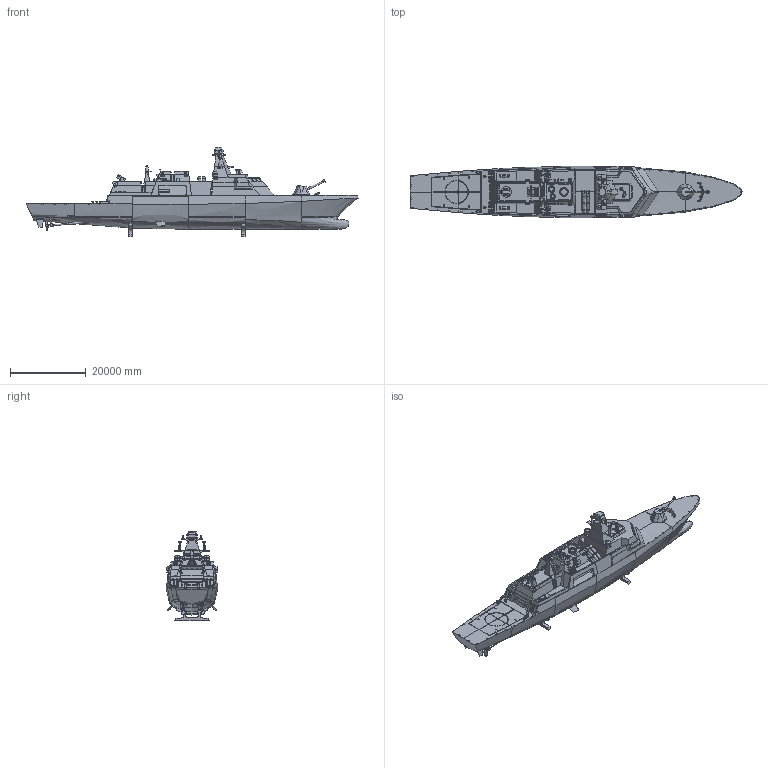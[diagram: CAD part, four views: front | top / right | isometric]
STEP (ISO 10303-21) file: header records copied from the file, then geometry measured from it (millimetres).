
FILE_DESCRIPTION(('FreeCAD Model'),'2;1');
FILE_NAME('Open CASCADE Shape Model','2025-05-03T04:55:33',('FreeCAD'),( 'FreeCAD'),'Open CASCADE STEP processor 7.6','FreeCAD','Unknown');
FILE_SCHEMA(('AUTOMOTIVE_DESIGN { 1 0 10303 214 1 1 1 1 }'));
Products named in the file (1): Open CASCADE STEP translator 7.6 1
Bounding box: 87834.33 x 13692.85 x 23668.34 mm (x, y, z)
Volume: 1462331048270.5 mm3; surface area: 8730165535.1 mm2
Topology: 78 solids, 80 shells, 3813 faces, 9624 edges, 6168 vertices
Faces by surface type: bspline 3813
Entity records: 713279 total; most frequent: CARTESIAN_POINT 656556, ORIENTED_EDGE 19200, EDGE_CURVE 9600, B_SPLINE_CURVE_WITH_KNOTS 7268, VERTEX_POINT 6168, FACE_BOUND 4094, EDGE_LOOP 4094, ADVANCED_FACE 3813
